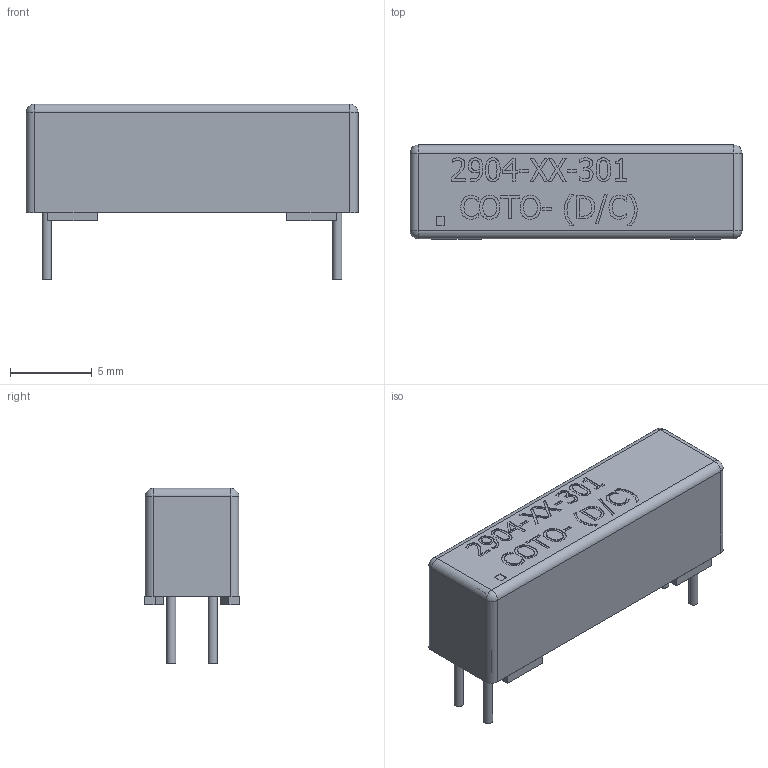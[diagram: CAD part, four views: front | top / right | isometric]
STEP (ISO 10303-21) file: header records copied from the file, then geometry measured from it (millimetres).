
FILE_DESCRIPTION(('PRELIMINARY'),'2;1');
FILE_NAME('2904-XX-301 (A).stp','2013-06-10T11:29:24',('odafonseca'),(''),'Autodesk Inventor 2013','Autodesk Inventor 2013','');
FILE_SCHEMA(('AUTOMOTIVE_DESIGN { 1 0 10303 214 1 1 1 1 }'));
Length unit declared in the file: inch
Products named in the file (1): 2904-XX-301 (A)
Bounding box: 20.32 x 5.79 x 10.74 mm (x, y, z)
Volume: 777.8 mm3; surface area: 1452.8 mm2
Topology: 2 solids, 2 shells, 384 faces, 1014 edges, 660 vertices
Faces by surface type: plane 200, bspline 154, cylinder 22, sphere 8
Full cylindrical faces by diameter (mm): 0.559 x4
Entity records: 12890 total; most frequent: CARTESIAN_POINT 4049, ORIENTED_EDGE 2004, DIRECTION 1200, EDGE_CURVE 1002, VERTEX_POINT 660, VECTOR 650, LINE 650, EDGE_LOOP 422
